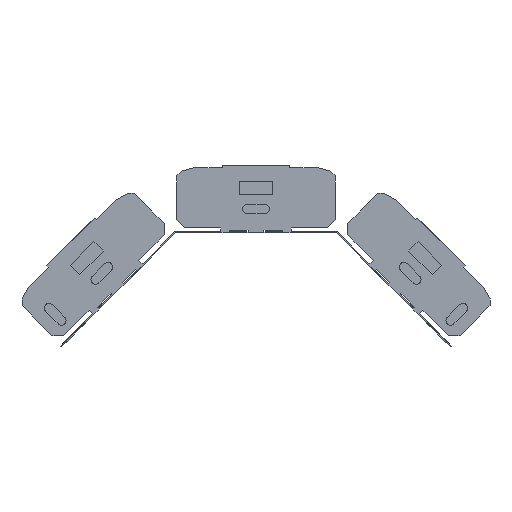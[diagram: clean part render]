
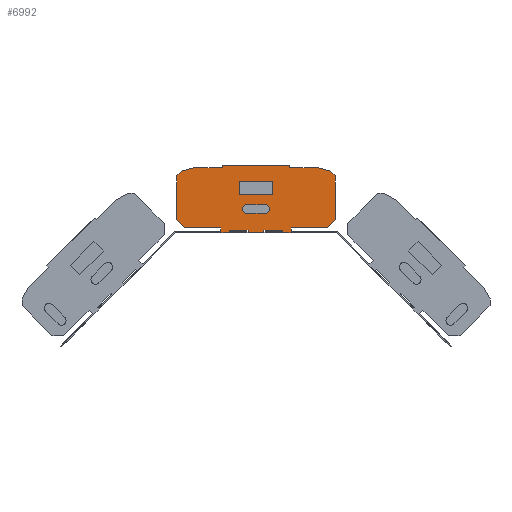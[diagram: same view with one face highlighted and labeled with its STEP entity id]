
A CAD part, left-side view. The second image highlights one B-rep face of the part: STEP entity #6992.
In plain terms, the highlighted planar face has unit normal (-1, 0, 0).
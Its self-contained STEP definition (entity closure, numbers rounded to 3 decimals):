
#130=FACE_OUTER_BOUND('',#430,.T.);
#430=EDGE_LOOP('',(#5089,#5090,#5091,#5092,#5093,#5094,#5095,#5096,#5097,
#5098,#5099,#5100,#5101,#5102,#5103,#5104,#5105,#5106,#5107,#5108,#5109,
#5110,#5111,#5112,#5113,#5114));
#988=LINE('',#10058,#2026);
#992=LINE('',#10066,#2030);
#996=LINE('',#10074,#2034);
#1092=LINE('',#10252,#2130);
#1096=LINE('',#10259,#2134);
#1099=LINE('',#10264,#2137);
#1100=LINE('',#10265,#2138);
#1101=LINE('',#10267,#2139);
#1102=LINE('',#10268,#2140);
#1103=LINE('',#10270,#2141);
#1104=LINE('',#10272,#2142);
#1105=LINE('',#10274,#2143);
#1106=LINE('',#10276,#2144);
#1107=LINE('',#10278,#2145);
#1108=LINE('',#10280,#2146);
#1109=LINE('',#10282,#2147);
#1110=LINE('',#10284,#2148);
#1111=LINE('',#10286,#2149);
#1112=LINE('',#10288,#2150);
#1113=LINE('',#10290,#2151);
#1114=LINE('',#10292,#2152);
#1115=LINE('',#10294,#2153);
#1116=LINE('',#10296,#2154);
#1117=LINE('',#10298,#2155);
#1118=LINE('',#10300,#2156);
#1119=LINE('',#10301,#2157);
#2026=VECTOR('',#8065,1.);
#2030=VECTOR('',#8069,1.);
#2034=VECTOR('',#8073,1.);
#2130=VECTOR('',#8181,1.);
#2134=VECTOR('',#8187,1.);
#2137=VECTOR('',#8192,1.);
#2138=VECTOR('',#8193,1.);
#2139=VECTOR('',#8194,1.);
#2140=VECTOR('',#8195,1.);
#2141=VECTOR('',#8196,1.);
#2142=VECTOR('',#8197,1.);
#2143=VECTOR('',#8198,1.);
#2144=VECTOR('',#8199,1.);
#2145=VECTOR('',#8200,1.);
#2146=VECTOR('',#8201,1.);
#2147=VECTOR('',#8202,1.);
#2148=VECTOR('',#8203,1.);
#2149=VECTOR('',#8204,1.);
#2150=VECTOR('',#8205,1.);
#2151=VECTOR('',#8206,1.);
#2152=VECTOR('',#8207,1.);
#2153=VECTOR('',#8208,1.);
#2154=VECTOR('',#8209,1.);
#2155=VECTOR('',#8210,1.);
#2156=VECTOR('',#8211,1.);
#2157=VECTOR('',#8212,1.);
#3079=VERTEX_POINT('',#10055);
#3080=VERTEX_POINT('',#10057);
#3083=VERTEX_POINT('',#10063);
#3084=VERTEX_POINT('',#10065);
#3087=VERTEX_POINT('',#10071);
#3088=VERTEX_POINT('',#10073);
#3163=VERTEX_POINT('',#10249);
#3165=VERTEX_POINT('',#10256);
#3167=VERTEX_POINT('',#10263);
#3168=VERTEX_POINT('',#10266);
#3169=VERTEX_POINT('',#10269);
#3170=VERTEX_POINT('',#10271);
#3171=VERTEX_POINT('',#10273);
#3172=VERTEX_POINT('',#10275);
#3173=VERTEX_POINT('',#10277);
#3174=VERTEX_POINT('',#10279);
#3175=VERTEX_POINT('',#10281);
#3176=VERTEX_POINT('',#10283);
#3177=VERTEX_POINT('',#10285);
#3178=VERTEX_POINT('',#10287);
#3179=VERTEX_POINT('',#10289);
#3180=VERTEX_POINT('',#10291);
#3181=VERTEX_POINT('',#10293);
#3182=VERTEX_POINT('',#10295);
#3183=VERTEX_POINT('',#10297);
#3184=VERTEX_POINT('',#10299);
#3860=EDGE_CURVE('',#3079,#3080,#988,.T.);
#3864=EDGE_CURVE('',#3083,#3084,#992,.T.);
#3868=EDGE_CURVE('',#3087,#3088,#996,.T.);
#3964=EDGE_CURVE('',#3087,#3163,#1092,.T.);
#3968=EDGE_CURVE('',#3083,#3165,#1096,.T.);
#3971=EDGE_CURVE('',#3163,#3167,#1099,.T.);
#3972=EDGE_CURVE('',#3167,#3084,#1100,.T.);
#3973=EDGE_CURVE('',#3165,#3168,#1101,.T.);
#3974=EDGE_CURVE('',#3168,#3080,#1102,.T.);
#3975=EDGE_CURVE('',#3079,#3169,#1103,.T.);
#3976=EDGE_CURVE('',#3170,#3169,#1104,.T.);
#3977=EDGE_CURVE('',#3171,#3170,#1105,.T.);
#3978=EDGE_CURVE('',#3172,#3171,#1106,.T.);
#3979=EDGE_CURVE('',#3173,#3172,#1107,.T.);
#3980=EDGE_CURVE('',#3174,#3173,#1108,.T.);
#3981=EDGE_CURVE('',#3174,#3175,#1109,.T.);
#3982=EDGE_CURVE('',#3175,#3176,#1110,.T.);
#3983=EDGE_CURVE('',#3176,#3177,#1111,.T.);
#3984=EDGE_CURVE('',#3178,#3177,#1112,.T.);
#3985=EDGE_CURVE('',#3178,#3179,#1113,.T.);
#3986=EDGE_CURVE('',#3179,#3180,#1114,.T.);
#3987=EDGE_CURVE('',#3180,#3181,#1115,.T.);
#3988=EDGE_CURVE('',#3181,#3182,#1116,.T.);
#3989=EDGE_CURVE('',#3182,#3183,#1117,.T.);
#3990=EDGE_CURVE('',#3183,#3184,#1118,.T.);
#3991=EDGE_CURVE('',#3088,#3184,#1119,.T.);
#5089=ORIENTED_EDGE('',*,*,#3971,.T.);
#5090=ORIENTED_EDGE('',*,*,#3972,.T.);
#5091=ORIENTED_EDGE('',*,*,#3864,.F.);
#5092=ORIENTED_EDGE('',*,*,#3968,.T.);
#5093=ORIENTED_EDGE('',*,*,#3973,.T.);
#5094=ORIENTED_EDGE('',*,*,#3974,.T.);
#5095=ORIENTED_EDGE('',*,*,#3860,.F.);
#5096=ORIENTED_EDGE('',*,*,#3975,.T.);
#5097=ORIENTED_EDGE('',*,*,#3976,.F.);
#5098=ORIENTED_EDGE('',*,*,#3977,.F.);
#5099=ORIENTED_EDGE('',*,*,#3978,.F.);
#5100=ORIENTED_EDGE('',*,*,#3979,.F.);
#5101=ORIENTED_EDGE('',*,*,#3980,.F.);
#5102=ORIENTED_EDGE('',*,*,#3981,.T.);
#5103=ORIENTED_EDGE('',*,*,#3982,.T.);
#5104=ORIENTED_EDGE('',*,*,#3983,.T.);
#5105=ORIENTED_EDGE('',*,*,#3984,.F.);
#5106=ORIENTED_EDGE('',*,*,#3985,.T.);
#5107=ORIENTED_EDGE('',*,*,#3986,.T.);
#5108=ORIENTED_EDGE('',*,*,#3987,.T.);
#5109=ORIENTED_EDGE('',*,*,#3988,.T.);
#5110=ORIENTED_EDGE('',*,*,#3989,.T.);
#5111=ORIENTED_EDGE('',*,*,#3990,.T.);
#5112=ORIENTED_EDGE('',*,*,#3991,.F.);
#5113=ORIENTED_EDGE('',*,*,#3868,.F.);
#5114=ORIENTED_EDGE('',*,*,#3964,.T.);
#6692=PLANE('',#7389);
#6992=ADVANCED_FACE('',(#130),#6692,.F.);
#7389=AXIS2_PLACEMENT_3D('',#10262,#8190,#8191);
#8065=DIRECTION('',(0.,1.,0.));
#8069=DIRECTION('',(0.,1.,0.));
#8073=DIRECTION('',(0.,1.,0.));
#8181=DIRECTION('',(0.,0.,1.));
#8187=DIRECTION('',(0.,0.,1.));
#8190=DIRECTION('center_axis',(1.,0.,0.));
#8191=DIRECTION('ref_axis',(0.,1.,0.));
#8192=DIRECTION('',(0.,-1.,0.));
#8193=DIRECTION('',(0.,0.,-1.));
#8194=DIRECTION('',(0.,-1.,0.));
#8195=DIRECTION('',(0.,0.,-1.));
#8196=DIRECTION('',(0.,0.,1.));
#8197=DIRECTION('',(0.,1.,0.));
#8198=DIRECTION('',(0.,0.707,-0.707));
#8199=DIRECTION('',(0.,0.,-1.));
#8200=DIRECTION('',(0.,-0.707,-0.707));
#8201=DIRECTION('',(0.,-0.966,-0.259));
#8202=DIRECTION('',(0.,1.,0.));
#8203=DIRECTION('',(0.,0.,1.));
#8204=DIRECTION('',(0.,1.,0.));
#8205=DIRECTION('',(0.,0.,1.));
#8206=DIRECTION('',(0.,1.,0.));
#8207=DIRECTION('',(0.,0.966,-0.259));
#8208=DIRECTION('',(0.,0.707,-0.707));
#8209=DIRECTION('',(0.,0.,-1.));
#8210=DIRECTION('',(0.,-0.707,-0.707));
#8211=DIRECTION('',(0.,-1.,0.));
#8212=DIRECTION('',(0.,0.,1.));
#10055=CARTESIAN_POINT('',(6.416,34.425,-3.695));
#10057=CARTESIAN_POINT('',(6.416,40.425,-3.695));
#10058=CARTESIAN_POINT('',(6.416,-11.875,-3.695));
#10063=CARTESIAN_POINT('',(6.416,54.425,-3.695));
#10065=CARTESIAN_POINT('',(6.416,66.225,-3.695));
#10066=CARTESIAN_POINT('',(6.416,-11.875,-3.695));
#10071=CARTESIAN_POINT('',(6.416,80.225,-3.695));
#10073=CARTESIAN_POINT('',(6.416,86.225,-3.695));
#10074=CARTESIAN_POINT('',(6.416,-11.875,-3.695));
#10249=CARTESIAN_POINT('',(6.416,80.225,-1.902));
#10252=CARTESIAN_POINT('',(6.416,80.225,21.249));
#10256=CARTESIAN_POINT('',(6.416,54.425,-1.902));
#10259=CARTESIAN_POINT('',(6.416,54.425,21.249));
#10262=CARTESIAN_POINT('Origin',(6.416,35.325,44.4));
#10263=CARTESIAN_POINT('',(6.416,66.225,-1.902));
#10264=CARTESIAN_POINT('',(6.416,54.275,-1.902));
#10265=CARTESIAN_POINT('',(6.416,66.225,21.249));
#10266=CARTESIAN_POINT('',(6.416,40.425,-1.902));
#10267=CARTESIAN_POINT('',(6.416,54.275,-1.902));
#10268=CARTESIAN_POINT('',(6.416,40.425,21.249));
#10269=CARTESIAN_POINT('',(6.416,34.425,0.));
#10270=CARTESIAN_POINT('',(6.416,34.425,-0.948));
#10271=CARTESIAN_POINT('',(6.416,7.625,0.));
#10272=CARTESIAN_POINT('',(6.416,21.025,0.));
#10273=CARTESIAN_POINT('',(6.416,1.625,6.));
#10274=CARTESIAN_POINT('',(6.416,4.625,3.));
#10275=CARTESIAN_POINT('',(6.416,1.625,38.409));
#10276=CARTESIAN_POINT('',(6.416,1.625,22.204));
#10277=CARTESIAN_POINT('',(6.416,5.16,41.944));
#10278=CARTESIAN_POINT('',(6.416,3.393,40.177));
#10279=CARTESIAN_POINT('',(6.416,14.325,44.4));
#10280=CARTESIAN_POINT('',(6.416,9.743,43.172));
#10281=CARTESIAN_POINT('',(6.416,35.325,44.4));
#10282=CARTESIAN_POINT('',(6.416,24.825,44.4));
#10283=CARTESIAN_POINT('',(6.416,35.325,46.4));
#10284=CARTESIAN_POINT('',(6.416,35.325,44.5));
#10285=CARTESIAN_POINT('',(6.416,85.325,46.4));
#10286=CARTESIAN_POINT('',(6.416,47.825,46.4));
#10287=CARTESIAN_POINT('',(6.416,85.325,44.4));
#10288=CARTESIAN_POINT('',(6.416,85.325,44.5));
#10289=CARTESIAN_POINT('',(6.416,106.325,44.4));
#10290=CARTESIAN_POINT('',(6.416,95.825,44.4));
#10291=CARTESIAN_POINT('',(6.416,115.489,41.944));
#10292=CARTESIAN_POINT('',(6.416,110.907,43.172));
#10293=CARTESIAN_POINT('',(6.416,119.025,38.409));
#10294=CARTESIAN_POINT('',(6.416,117.257,40.177));
#10295=CARTESIAN_POINT('',(6.416,119.025,6.));
#10296=CARTESIAN_POINT('',(6.416,119.025,22.204));
#10297=CARTESIAN_POINT('',(6.416,113.025,0.));
#10298=CARTESIAN_POINT('',(6.416,116.025,3.));
#10299=CARTESIAN_POINT('',(6.416,86.225,0.));
#10300=CARTESIAN_POINT('',(6.416,99.625,0.));
#10301=CARTESIAN_POINT('',(6.416,86.225,-0.948));
